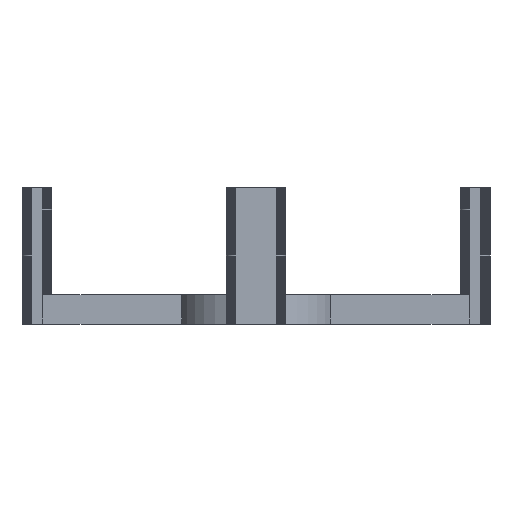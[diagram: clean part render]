
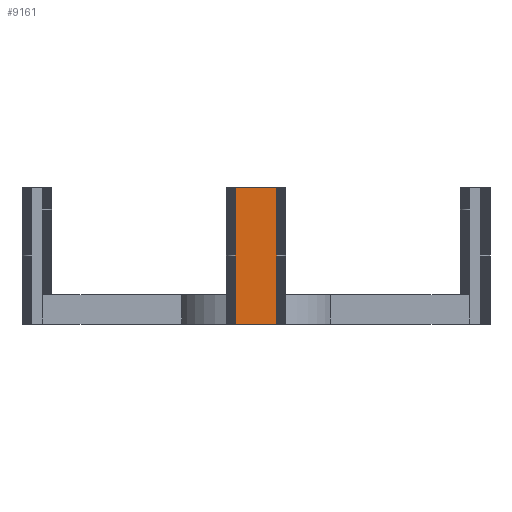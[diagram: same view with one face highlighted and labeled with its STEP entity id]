
A CAD part, left-side view. The second image highlights one B-rep face of the part: STEP entity #9161.
In plain terms, the highlighted planar face has unit normal (-1, 0, 0).
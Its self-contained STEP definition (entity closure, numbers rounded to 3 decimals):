
#1557 = PLANE('',#1558);
#1558 = AXIS2_PLACEMENT_3D('',#1559,#1560,#1561);
#1559 = CARTESIAN_POINT('',(-37.,0.,23.));
#1560 = DIRECTION('',(0.,0.,1.));
#1561 = DIRECTION('',(-1.,0.,0.));
#1611 = PLANE('',#1612);
#1612 = AXIS2_PLACEMENT_3D('',#1613,#1614,#1615);
#1613 = CARTESIAN_POINT('',(-37.,0.,0.));
#1614 = DIRECTION('',(0.,0.,-1.));
#1615 = DIRECTION('',(1.,0.,0.));
#6095 = VERTEX_POINT('',#6096);
#6096 = CARTESIAN_POINT('',(-39.5,-3.5,0.));
#6110 = PLANE('',#6111);
#6111 = AXIS2_PLACEMENT_3D('',#6112,#6113,#6114);
#6112 = CARTESIAN_POINT('',(-39.498,-3.55,11.5));
#6113 = DIRECTION('',(-0.999,-0.033,
    0.));
#6114 = DIRECTION('',(0.033,-0.999,0.));
#6122 = EDGE_CURVE('',#6123,#6095,#6125,.T.);
#6123 = VERTEX_POINT('',#6124);
#6124 = CARTESIAN_POINT('',(-39.5,3.5,0.));
#6125 = SURFACE_CURVE('',#6126,(#6130,#6137),.PCURVE_S1.);
#6126 = LINE('',#6127,#6128);
#6127 = CARTESIAN_POINT('',(-39.5,3.5,0.));
#6128 = VECTOR('',#6129,1.);
#6129 = DIRECTION('',(0.,-1.,0.));
#6130 = PCURVE('',#1611,#6131);
#6131 = DEFINITIONAL_REPRESENTATION('',(#6132),#6136);
#6132 = LINE('',#6133,#6134);
#6133 = CARTESIAN_POINT('',(-2.5,-3.5));
#6134 = VECTOR('',#6135,1.);
#6135 = DIRECTION('',(0.,1.));
#6136 = ( GEOMETRIC_REPRESENTATION_CONTEXT(2) 
PARAMETRIC_REPRESENTATION_CONTEXT() REPRESENTATION_CONTEXT('2D SPACE',''
  ) );
#6137 = PCURVE('',#6138,#6143);
#6138 = PLANE('',#6139);
#6139 = AXIS2_PLACEMENT_3D('',#6140,#6141,#6142);
#6140 = CARTESIAN_POINT('',(-39.5,0.,11.5));
#6141 = DIRECTION('',(-1.,0.,0.));
#6142 = DIRECTION('',(0.,0.,1.));
#6143 = DEFINITIONAL_REPRESENTATION('',(#6144),#6148);
#6144 = LINE('',#6145,#6146);
#6145 = CARTESIAN_POINT('',(-11.5,3.5));
#6146 = VECTOR('',#6147,1.);
#6147 = DIRECTION('',(0.,-1.));
#6148 = ( GEOMETRIC_REPRESENTATION_CONTEXT(2) 
PARAMETRIC_REPRESENTATION_CONTEXT() REPRESENTATION_CONTEXT('2D SPACE',''
  ) );
#6166 = PLANE('',#6167);
#6167 = AXIS2_PLACEMENT_3D('',#6168,#6169,#6170);
#6168 = CARTESIAN_POINT('',(-39.498,3.55,11.5));
#6169 = DIRECTION('',(-0.999,0.033,0.));
#6170 = DIRECTION('',(-0.033,-0.999,0.));
#7410 = VERTEX_POINT('',#7411);
#7411 = CARTESIAN_POINT('',(-39.5,3.5,23.));
#7432 = EDGE_CURVE('',#7410,#7433,#7435,.T.);
#7433 = VERTEX_POINT('',#7434);
#7434 = CARTESIAN_POINT('',(-39.5,-3.5,23.));
#7435 = SURFACE_CURVE('',#7436,(#7440,#7447),.PCURVE_S1.);
#7436 = LINE('',#7437,#7438);
#7437 = CARTESIAN_POINT('',(-39.5,3.5,23.));
#7438 = VECTOR('',#7439,1.);
#7439 = DIRECTION('',(0.,-1.,0.));
#7440 = PCURVE('',#1557,#7441);
#7441 = DEFINITIONAL_REPRESENTATION('',(#7442),#7446);
#7442 = LINE('',#7443,#7444);
#7443 = CARTESIAN_POINT('',(2.5,-3.5));
#7444 = VECTOR('',#7445,1.);
#7445 = DIRECTION('',(0.,1.));
#7446 = ( GEOMETRIC_REPRESENTATION_CONTEXT(2) 
PARAMETRIC_REPRESENTATION_CONTEXT() REPRESENTATION_CONTEXT('2D SPACE',''
  ) );
#7447 = PCURVE('',#6138,#7448);
#7448 = DEFINITIONAL_REPRESENTATION('',(#7449),#7453);
#7449 = LINE('',#7450,#7451);
#7450 = CARTESIAN_POINT('',(11.5,3.5));
#7451 = VECTOR('',#7452,1.);
#7452 = DIRECTION('',(0.,-1.));
#7453 = ( GEOMETRIC_REPRESENTATION_CONTEXT(2) 
PARAMETRIC_REPRESENTATION_CONTEXT() REPRESENTATION_CONTEXT('2D SPACE',''
  ) );
#9141 = EDGE_CURVE('',#7410,#6123,#9142,.T.);
#9142 = SURFACE_CURVE('',#9143,(#9147,#9154),.PCURVE_S1.);
#9143 = LINE('',#9144,#9145);
#9144 = CARTESIAN_POINT('',(-39.5,3.5,23.));
#9145 = VECTOR('',#9146,1.);
#9146 = DIRECTION('',(-0.,0.,-1.));
#9147 = PCURVE('',#6166,#9148);
#9148 = DEFINITIONAL_REPRESENTATION('',(#9149),#9153);
#9149 = LINE('',#9150,#9151);
#9150 = CARTESIAN_POINT('',(0.05,11.5));
#9151 = VECTOR('',#9152,1.);
#9152 = DIRECTION('',(0.,-1.));
#9153 = ( GEOMETRIC_REPRESENTATION_CONTEXT(2) 
PARAMETRIC_REPRESENTATION_CONTEXT() REPRESENTATION_CONTEXT('2D SPACE',''
  ) );
#9154 = PCURVE('',#6138,#9155);
#9155 = DEFINITIONAL_REPRESENTATION('',(#9156),#9160);
#9156 = LINE('',#9157,#9158);
#9157 = CARTESIAN_POINT('',(11.5,3.5));
#9158 = VECTOR('',#9159,1.);
#9159 = DIRECTION('',(-1.,0.));
#9160 = ( GEOMETRIC_REPRESENTATION_CONTEXT(2) 
PARAMETRIC_REPRESENTATION_CONTEXT() REPRESENTATION_CONTEXT('2D SPACE',''
  ) );
#9161 = ADVANCED_FACE('',(#9162),#6138,.T.);
#9162 = FACE_BOUND('',#9163,.T.);
#9163 = EDGE_LOOP('',(#9164,#9165,#9166,#9167));
#9164 = ORIENTED_EDGE('',*,*,#7432,.F.);
#9165 = ORIENTED_EDGE('',*,*,#9141,.T.);
#9166 = ORIENTED_EDGE('',*,*,#6122,.T.);
#9167 = ORIENTED_EDGE('',*,*,#9168,.F.);
#9168 = EDGE_CURVE('',#7433,#6095,#9169,.T.);
#9169 = SURFACE_CURVE('',#9170,(#9174,#9181),.PCURVE_S1.);
#9170 = LINE('',#9171,#9172);
#9171 = CARTESIAN_POINT('',(-39.5,-3.5,23.));
#9172 = VECTOR('',#9173,1.);
#9173 = DIRECTION('',(-0.,0.,-1.));
#9174 = PCURVE('',#6138,#9175);
#9175 = DEFINITIONAL_REPRESENTATION('',(#9176),#9180);
#9176 = LINE('',#9177,#9178);
#9177 = CARTESIAN_POINT('',(11.5,-3.5));
#9178 = VECTOR('',#9179,1.);
#9179 = DIRECTION('',(-1.,0.));
#9180 = ( GEOMETRIC_REPRESENTATION_CONTEXT(2) 
PARAMETRIC_REPRESENTATION_CONTEXT() REPRESENTATION_CONTEXT('2D SPACE',''
  ) );
#9181 = PCURVE('',#6110,#9182);
#9182 = DEFINITIONAL_REPRESENTATION('',(#9183),#9187);
#9183 = LINE('',#9184,#9185);
#9184 = CARTESIAN_POINT('',(-0.05,11.5));
#9185 = VECTOR('',#9186,1.);
#9186 = DIRECTION('',(0.,-1.));
#9187 = ( GEOMETRIC_REPRESENTATION_CONTEXT(2) 
PARAMETRIC_REPRESENTATION_CONTEXT() REPRESENTATION_CONTEXT('2D SPACE',''
  ) );
